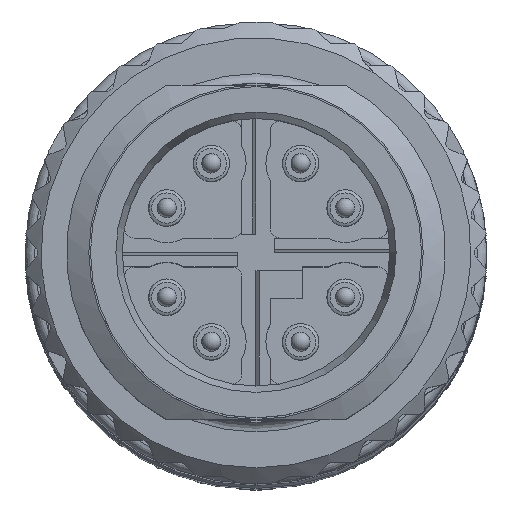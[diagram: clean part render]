
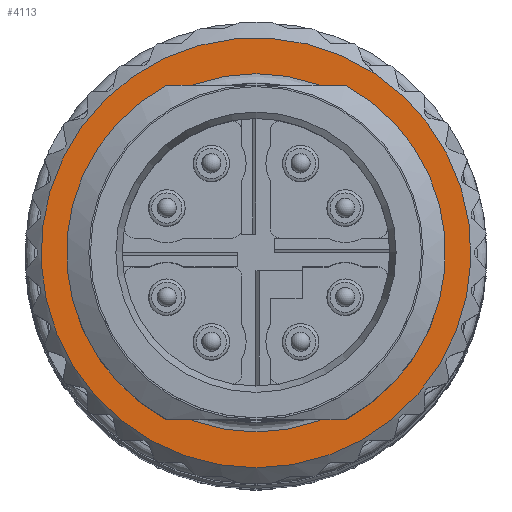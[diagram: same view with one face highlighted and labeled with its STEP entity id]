
A CAD part, top view. The second image highlights one B-rep face of the part: STEP entity #4113.
In plain terms, the highlighted planar face has unit normal (0, 0, 1).
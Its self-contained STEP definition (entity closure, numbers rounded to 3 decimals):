
#563=FACE_BOUND('',#5816,.T.);
#564=FACE_BOUND('',#5817,.T.);
#802=PLANE('',#15901);
#1581=CIRCLE('',#15899,5.625);
#1582=CIRCLE('',#15900,6.75);
#4113=ADVANCED_FACE('',(#563,#564),#802,.F.);
#5816=EDGE_LOOP('',(#7282));
#5817=EDGE_LOOP('',(#7283));
#7282=ORIENTED_EDGE('',*,*,#13183,.F.);
#7283=ORIENTED_EDGE('',*,*,#13184,.T.);
#11574=VERTEX_POINT('',#23181);
#11575=VERTEX_POINT('',#23183);
#13183=EDGE_CURVE('',#11574,#11574,#1581,.T.);
#13184=EDGE_CURVE('',#11575,#11575,#1582,.T.);
#15899=AXIS2_PLACEMENT_3D('',#23180,#17736,#17737);
#15900=AXIS2_PLACEMENT_3D('',#23182,#17738,#17739);
#15901=AXIS2_PLACEMENT_3D('',#23184,#17740,#17741);
#17736=DIRECTION('',(0.,0.,1.));
#17737=DIRECTION('',(0.,-1.,0.));
#17738=DIRECTION('',(0.,0.,1.));
#17739=DIRECTION('',(0.,-1.,0.));
#17740=DIRECTION('',(0.,0.,-1.));
#17741=DIRECTION('',(0.,1.,0.));
#23180=CARTESIAN_POINT('',(0.,0.,-48.5));
#23181=CARTESIAN_POINT('',(0.,-5.625,-48.5));
#23182=CARTESIAN_POINT('',(0.,0.,-48.5));
#23183=CARTESIAN_POINT('',(0.,-6.75,-48.5));
#23184=CARTESIAN_POINT('',(5.325,0.,-48.5));
